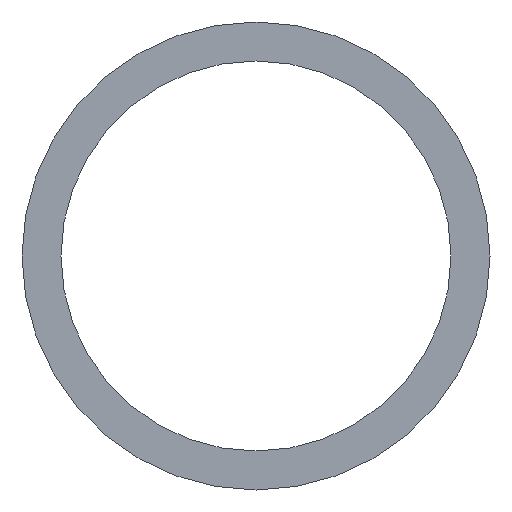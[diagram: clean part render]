
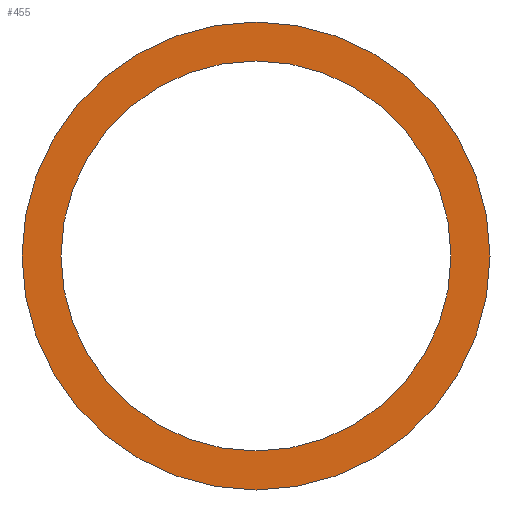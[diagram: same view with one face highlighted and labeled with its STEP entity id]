
A CAD part, front view. The second image highlights one B-rep face of the part: STEP entity #455.
In plain terms, the highlighted planar face has unit normal (0, -1, 0).
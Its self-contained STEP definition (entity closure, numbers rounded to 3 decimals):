
#329=CARTESIAN_POINT('',(0.,0.,0.));
#330=DIRECTION('',(0.,1.,0.));
#331=DIRECTION('',(1.,0.,0.));
#332=AXIS2_PLACEMENT_3D('',#329,#330,#331);
#338=CARTESIAN_POINT('',(0.,0.,0.));
#339=DIRECTION('',(0.,1.,0.));
#340=DIRECTION('',(-1.,0.,0.));
#341=AXIS2_PLACEMENT_3D('',#338,#339,#340);
#346=CARTESIAN_POINT('',(0.,0.,0.));
#347=DIRECTION('',(0.,-1.,0.));
#348=DIRECTION('',(1.,0.,0.));
#349=AXIS2_PLACEMENT_3D('',#346,#347,#348);
#354=CARTESIAN_POINT('',(0.,0.,0.));
#355=DIRECTION('',(0.,-1.,0.));
#356=DIRECTION('',(-1.,0.,0.));
#357=AXIS2_PLACEMENT_3D('',#354,#355,#356);
#422=CARTESIAN_POINT('',(6.,0.,0.));
#423=CARTESIAN_POINT('',(-6.,0.,0.));
#424=VERTEX_POINT('',#422);
#425=VERTEX_POINT('',#423);
#426=CARTESIAN_POINT('',(5.,0.,0.));
#427=CARTESIAN_POINT('',(-5.,0.,0.));
#428=VERTEX_POINT('',#426);
#429=VERTEX_POINT('',#427);
#438=CARTESIAN_POINT('',(0.,0.,0.));
#439=DIRECTION('',(0.,1.,0.));
#440=DIRECTION('',(1.,0.,0.));
#441=AXIS2_PLACEMENT_3D('',#438,#439,#440);
#442=PLANE('',#441);
#444=ORIENTED_EDGE('',*,*,#443,.T.);
#446=ORIENTED_EDGE('',*,*,#445,.T.);
#447=EDGE_LOOP('',(#444,#446));
#448=FACE_OUTER_BOUND('',#447,.F.);
#450=ORIENTED_EDGE('',*,*,#449,.T.);
#452=ORIENTED_EDGE('',*,*,#451,.T.);
#453=EDGE_LOOP('',(#450,#452));
#454=FACE_BOUND('',#453,.F.);
#333=CIRCLE('',#332,6.);
#342=CIRCLE('',#341,6.);
#350=CIRCLE('',#349,5.);
#358=CIRCLE('',#357,5.);
#443=EDGE_CURVE('',#424,#425,#333,.T.);
#445=EDGE_CURVE('',#425,#424,#342,.T.);
#449=EDGE_CURVE('',#428,#429,#350,.T.);
#451=EDGE_CURVE('',#429,#428,#358,.T.);
#455=ADVANCED_FACE('',(#448,#454),#442,.F.);
